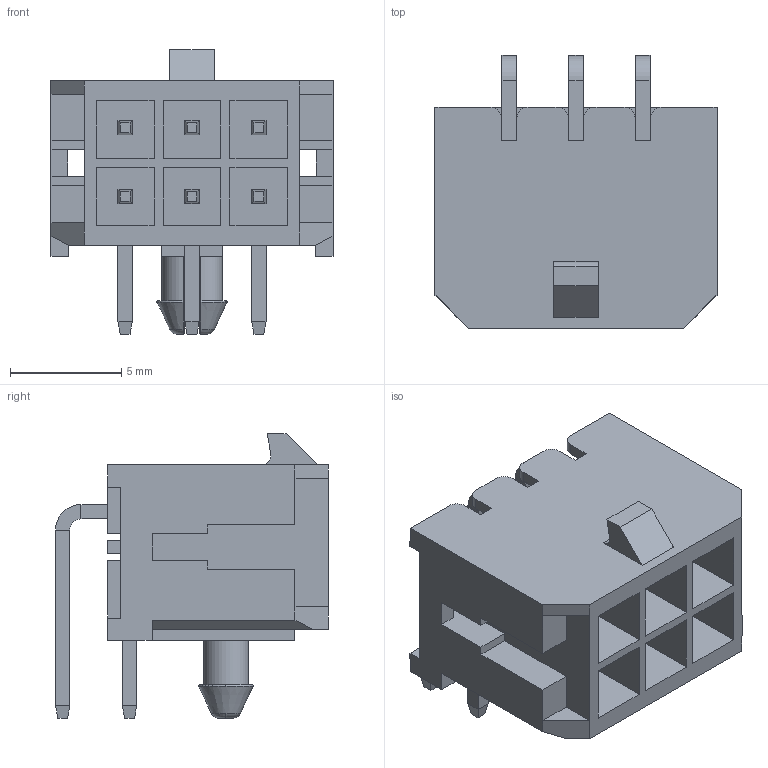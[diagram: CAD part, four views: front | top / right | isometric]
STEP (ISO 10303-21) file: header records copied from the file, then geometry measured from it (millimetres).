
FILE_DESCRIPTION (( 'STEP AP214' ), '1' );
FILE_NAME ('CONN-TH_HX3.00-WI-2x3P.step', '2021-08-14T06:56:27', ( '' ), ( '' ), 'SwSTEP 2.0', 'SolidWorks 2020', '' );
FILE_SCHEMA (( 'AUTOMOTIVE_DESIGN' ));
Length unit declared in the file: millimetre
Products named in the file (1): CONN-TH_HX3.00-WI-2x3P
Bounding box: 12.65 x 12.24 x 12.77 mm (x, y, z)
Volume: 507.1 mm3; surface area: 1456.4 mm2
Topology: 1 solids, 1 shells, 424 faces, 1079 edges, 679 vertices
Faces by surface type: plane 354, cylinder 36, bspline 22, torus 7, cone 3, sphere 2
Entity records: 17341 total; most frequent: CARTESIAN_POINT 3191, ORIENTED_EDGE 2148, DIRECTION 1933, EDGE_CURVE 1074, VECTOR 923, LINE 923, VERTEX_POINT 676, AXIS2_PLACEMENT_3D 505
